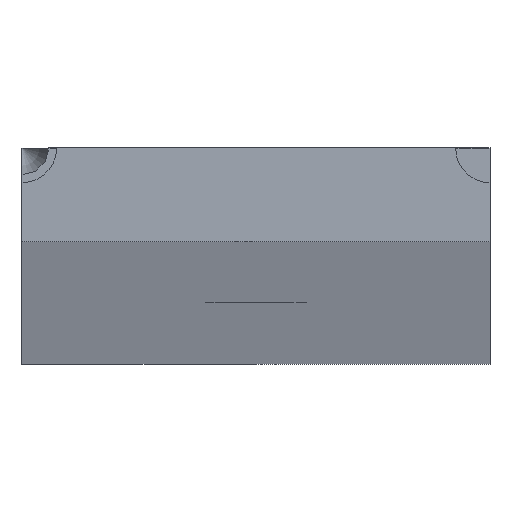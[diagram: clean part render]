
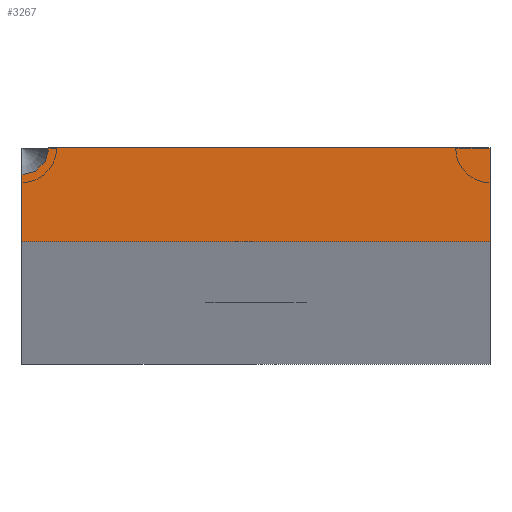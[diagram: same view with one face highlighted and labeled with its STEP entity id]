
A CAD part, top view. The second image highlights one B-rep face of the part: STEP entity #3267.
In plain terms, the highlighted planar face has unit normal (0, 0, 1).
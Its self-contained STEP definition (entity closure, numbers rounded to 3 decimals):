
#1132 = ORIENTED_EDGE ( 'NONE', *, *, #22740, .F. ) ;
#1529 = DIRECTION ( 'NONE',  ( -1., 0., 0. ) ) ;
#1632 = VERTEX_POINT ( 'NONE', #17910 ) ;
#1746 = CARTESIAN_POINT ( 'NONE',  ( -17.702, 4., 3000. ) ) ;
#1748 = AXIS2_PLACEMENT_3D ( 'NONE', #9938, #13867, #1529 ) ;
#2037 = VECTOR ( 'NONE', #8815, 1000. ) ;
#2953 = VECTOR ( 'NONE', #4218, 1000. ) ;
#3267 = ADVANCED_FACE ( 'NONE', ( #12938 ), #7678, .F. ) ;
#4218 = DIRECTION ( 'NONE',  ( 0., -1., 0. ) ) ;
#4760 = CARTESIAN_POINT ( 'NONE',  ( -20., -4., 3000. ) ) ;
#6021 = VERTEX_POINT ( 'NONE', #1746 ) ;
#6478 = ORIENTED_EDGE ( 'NONE', *, *, #14545, .T. ) ;
#6880 = LINE ( 'NONE', #7824, #2953 ) ;
#6996 = ORIENTED_EDGE ( 'NONE', *, *, #7733, .T. ) ;
#7678 = PLANE ( 'NONE',  #9377 ) ;
#7733 = EDGE_CURVE ( 'NONE', #1632, #13198, #6880, .T. ) ;
#7824 = CARTESIAN_POINT ( 'NONE',  ( -20., -4., 3000. ) ) ;
#8334 = DIRECTION ( 'NONE',  ( 0., 1., 0. ) ) ;
#8560 = VECTOR ( 'NONE', #8334, 1000. ) ;
#8815 = DIRECTION ( 'NONE',  ( 1., 0., 0. ) ) ;
#8835 = CARTESIAN_POINT ( 'NONE',  ( 20., 4., 3000. ) ) ;
#9377 = AXIS2_PLACEMENT_3D ( 'NONE', #10022, #13864, #26208 ) ;
#9938 = CARTESIAN_POINT ( 'NONE',  ( -20., 4., 3000. ) ) ;
#10022 = CARTESIAN_POINT ( 'NONE',  ( 0., 0., 3000. ) ) ;
#10538 = ORIENTED_EDGE ( 'NONE', *, *, #15697, .T. ) ;
#11605 = VECTOR ( 'NONE', #17980, 1000. ) ;
#11971 = ORIENTED_EDGE ( 'NONE', *, *, #16364, .T. ) ;
#12600 = EDGE_LOOP ( 'NONE', ( #1132, #6996, #10538, #6478, #11971 ) ) ;
#12938 = FACE_OUTER_BOUND ( 'NONE', #12600, .T. ) ;
#13198 = VERTEX_POINT ( 'NONE', #17648 ) ;
#13864 = DIRECTION ( 'NONE',  ( 0., 0., -1. ) ) ;
#13867 = DIRECTION ( 'NONE',  ( 0., 0., 1. ) ) ;
#14545 = EDGE_CURVE ( 'NONE', #17922, #22898, #20074, .T. ) ;
#15697 = EDGE_CURVE ( 'NONE', #13198, #17922, #17801, .T. ) ;
#16364 = EDGE_CURVE ( 'NONE', #22898, #6021, #17012, .T. ) ;
#17012 = LINE ( 'NONE', #26040, #11605 ) ;
#17648 = CARTESIAN_POINT ( 'NONE',  ( -20., -4., 3000. ) ) ;
#17801 = LINE ( 'NONE', #4760, #2037 ) ;
#17910 = CARTESIAN_POINT ( 'NONE',  ( -20., 1.702, 3000. ) ) ;
#17922 = VERTEX_POINT ( 'NONE', #25423 ) ;
#17980 = DIRECTION ( 'NONE',  ( -1., 0., 0. ) ) ;
#18805 = CIRCLE ( 'NONE', #1748, 2.298 ) ;
#20074 = LINE ( 'NONE', #26335, #8560 ) ;
#22740 = EDGE_CURVE ( 'NONE', #1632, #6021, #18805, .T. ) ;
#22898 = VERTEX_POINT ( 'NONE', #8835 ) ;
#25423 = CARTESIAN_POINT ( 'NONE',  ( 20., -4., 3000. ) ) ;
#26040 = CARTESIAN_POINT ( 'NONE',  ( -20., 4., 3000. ) ) ;
#26208 = DIRECTION ( 'NONE',  ( -1., 0., 0. ) ) ;
#26335 = CARTESIAN_POINT ( 'NONE',  ( 20., -4., 3000. ) ) ;
